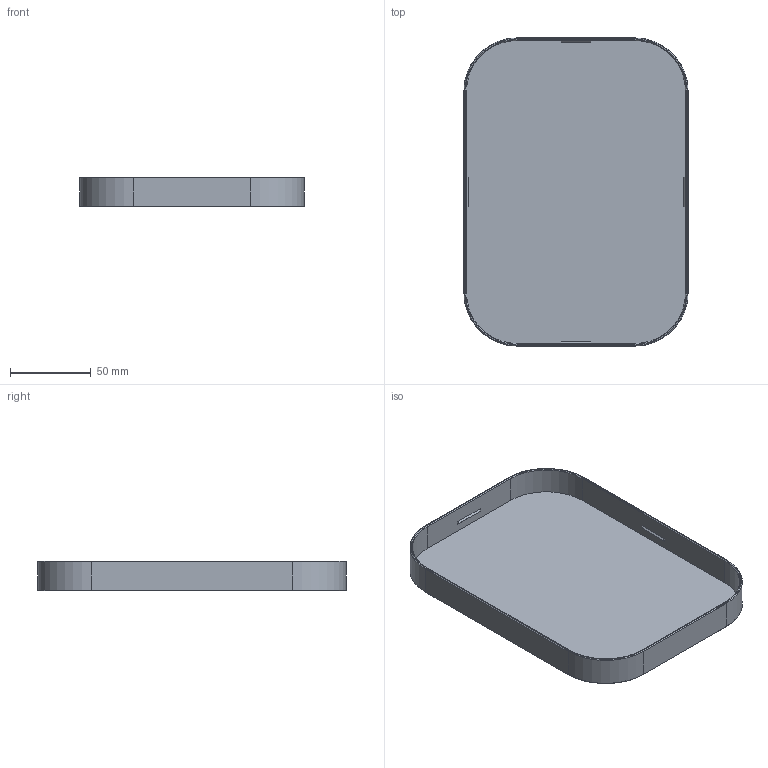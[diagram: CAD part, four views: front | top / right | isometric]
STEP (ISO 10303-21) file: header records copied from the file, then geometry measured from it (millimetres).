
FILE_DESCRIPTION(/* description */ (''),/* implementation_level */ '2;1');
FILE_NAME(/* name */ 'Cascade Lid v4.step',/* time_stamp */ '2020-10-22T00:49:01-04:00',/* author */ (''),/* organization */ (''),/* preprocessor_version */ 'ST-DEVELOPER v18.1',/* originating_system */ 'Autodesk Translation Framework v9.3.0.1241',/* authorisation */ '');
FILE_SCHEMA (('AUTOMOTIVE_DESIGN { 1 0 10303 214 3 1 1 }'));
Length unit declared in the file: millimetre
Products named in the file (1): Cascade Lid
Bounding box: 139 x 191 x 18.4 mm (x, y, z)
Volume: 51986.6 mm3; surface area: 71954.6 mm2
Topology: 1 solids, 1 shells, 59 faces, 132 edges, 80 vertices
Faces by surface type: plane 39, cone 12, cylinder 8
Entity records: 1635 total; most frequent: DIRECTION 280, CARTESIAN_POINT 272, ORIENTED_EDGE 264, EDGE_CURVE 132, LINE 104, VECTOR 104, AXIS2_PLACEMENT_3D 88, VERTEX_POINT 80
